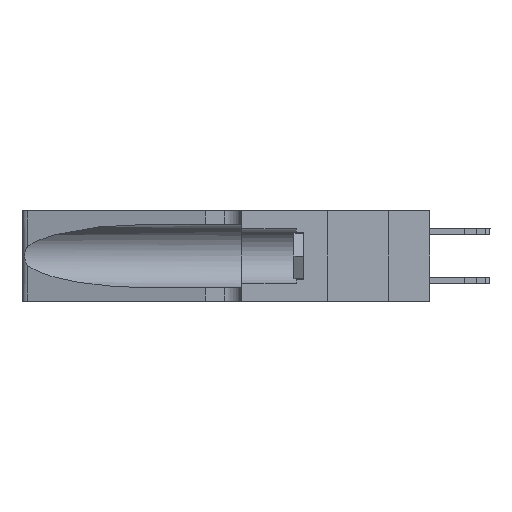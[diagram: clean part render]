
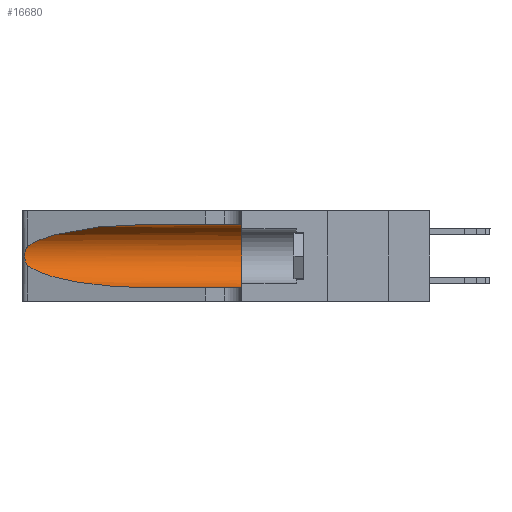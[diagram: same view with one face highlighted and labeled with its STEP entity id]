
A CAD part, left-side view. The second image highlights one B-rep face of the part: STEP entity #16680.
In plain terms, the highlighted cylindrical face has radius 3.308 mm (diameter 6.617 mm), a partial arc.
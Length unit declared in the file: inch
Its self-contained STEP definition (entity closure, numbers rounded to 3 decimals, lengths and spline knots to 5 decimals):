
#1141 = DIRECTION ( 'NONE',  ( 0., 0., 1. ) ) ;
#1194 = EDGE_CURVE ( 'NONE', #7231, #12555, #1820, .T. ) ;
#1490 = DIRECTION ( 'NONE',  ( 0., -1., 0. ) ) ;
#1534 = CIRCLE ( 'NONE', #21596, 0.13025 ) ;
#1603 = CARTESIAN_POINT ( 'NONE',  ( 0.25487, 1.22718, 0.22369 ) ) ;
#1698 = CARTESIAN_POINT ( 'NONE',  ( 0.18966, 0.96281, 0.31525 ) ) ;
#1820 =( BOUNDED_CURVE ( )  B_SPLINE_CURVE ( 3, ( #2574, #4407, #17104, #20759 ),
 .UNSPECIFIED., .F., .F. ) 
 B_SPLINE_CURVE_WITH_KNOTS ( ( 4, 4 ),
 ( 3.44316, 4.71239 ),
 .UNSPECIFIED. ) 
 CURVE ( )  GEOMETRIC_REPRESENTATION_ITEM ( )  RATIONAL_B_SPLINE_CURVE ( ( 1., 0.87, 0.87, 1. ) ) 
 REPRESENTATION_ITEM ( '' )  );
#2181 = AXIS2_PLACEMENT_3D ( 'NONE', #21894, #7441, #5347 ) ;
#2574 = CARTESIAN_POINT ( 'NONE',  ( 0.25487, 1.22718, 0.14631 ) ) ;
#2884 = CARTESIAN_POINT ( 'NONE',  ( 0.1305, 0.35, 0.185 ) ) ;
#2927 = LINE ( 'NONE', #21403, #17987 ) ;
#3110 = ORIENTED_EDGE ( 'NONE', *, *, #1194, .T. ) ;
#3511 = CARTESIAN_POINT ( 'NONE',  ( 0.26018, 1.23835, 0.19895 ) ) ;
#3610 = CARTESIAN_POINT ( 'NONE',  ( 0.1305, 0.72297, 0.31525 ) ) ;
#4270 = CARTESIAN_POINT ( 'NONE',  ( 0.1305, 0.35, 0.05475 ) ) ;
#4407 = CARTESIAN_POINT ( 'NONE',  ( 0.2373, 1.15595, 0.08982 ) ) ;
#5255 = CARTESIAN_POINT ( 'NONE',  ( 0.25487, 1.22718, 0.14631 ) ) ;
#5347 = DIRECTION ( 'NONE',  ( 0., 0., -1. ) ) ;
#6086 = VERTEX_POINT ( 'NONE', #18912 ) ;
#6178 = EDGE_CURVE ( 'NONE', #12555, #6414, #2927, .T. ) ;
#6414 = VERTEX_POINT ( 'NONE', #4270 ) ;
#6702 = VECTOR ( 'NONE', #23195, 39.37008 ) ;
#6988 = CARTESIAN_POINT ( 'NONE',  ( 0.26075, 1.23896, 0.19203 ) ) ;
#7231 = VERTEX_POINT ( 'NONE', #16270 ) ;
#7299 = VERTEX_POINT ( 'NONE', #18928 ) ;
#7441 = DIRECTION ( 'NONE',  ( 0., -1., 0. ) ) ;
#7457 = CARTESIAN_POINT ( 'NONE',  ( 0.1305, 0.35, 0.31525 ) ) ;
#9054 = CARTESIAN_POINT ( 'NONE',  ( 0.2373, 1.15595, 0.28018 ) ) ;
#9187 = ORIENTED_EDGE ( 'NONE', *, *, #22020, .T. ) ;
#10555 = CARTESIAN_POINT ( 'NONE',  ( 0.26017, 1.23833, 0.17102 ) ) ;
#10641 = CARTESIAN_POINT ( 'NONE',  ( 0.25639, 1.23186, 0.15144 ) ) ;
#10880 = CARTESIAN_POINT ( 'NONE',  ( 0.25487, 1.22718, 0.22369 ) ) ;
#12454 = CARTESIAN_POINT ( 'NONE',  ( 0.25787, 1.23484, 0.2124 ) ) ;
#12555 = VERTEX_POINT ( 'NONE', #16008 ) ;
#12616 = EDGE_CURVE ( 'NONE', #6086, #7299, #22674, .T. ) ;
#13560 = ORIENTED_EDGE ( 'NONE', *, *, #16226, .F. ) ;
#14139 = ORIENTED_EDGE ( 'NONE', *, *, #12616, .T. ) ;
#14230 = CARTESIAN_POINT ( 'NONE',  ( 0.25555, 1.22994, 0.2215 ) ) ;
#14304 = CARTESIAN_POINT ( 'NONE',  ( 0.26075, 1.23896, 0.178 ) ) ;
#14376 = CARTESIAN_POINT ( 'NONE',  ( 0.25555, 1.22993, 0.14849 ) ) ;
#15118 = ORIENTED_EDGE ( 'NONE', *, *, #21965, .F. ) ;
#15856 = ORIENTED_EDGE ( 'NONE', *, *, #6178, .T. ) ;
#16008 = CARTESIAN_POINT ( 'NONE',  ( 0.1305, 0.72297, 0.05475 ) ) ;
#16204 = CARTESIAN_POINT ( 'NONE',  ( 0.25854, 1.2359, 0.20912 ) ) ;
#16226 = EDGE_CURVE ( 'NONE', #6086, #20340, #18622, .T. ) ;
#16270 = CARTESIAN_POINT ( 'NONE',  ( 0.25487, 1.22718, 0.14631 ) ) ;
#16539 = B_SPLINE_CURVE_WITH_KNOTS ( 'NONE', 3,
 ( #1603, #14230, #21452, #12454, #16204, #3511, #6988, #14304, #10555, #21746, #19626, #10641, #14376, #5255 ),
 .UNSPECIFIED., .F., .F.,
 ( 4, 2, 2, 2, 2, 2, 4 ),
 ( 0., 0.00027, 0.00053, 0.00107, 0.0016, 0.00187, 0.00214 ),
 .UNSPECIFIED. ) ;
#16680 = ADVANCED_FACE ( 'NONE', ( #19904 ), #19351, .F. ) ;
#17104 = CARTESIAN_POINT ( 'NONE',  ( 0.18966, 0.96281, 0.05475 ) ) ;
#17423 = DIRECTION ( 'NONE',  ( 0., 1., 0. ) ) ;
#17923 = CARTESIAN_POINT ( 'NONE',  ( 0.1305, 1.61858, 0.31525 ) ) ;
#17987 = VECTOR ( 'NONE', #1490, 39.37008 ) ;
#18622 = LINE ( 'NONE', #17923, #6702 ) ;
#18912 = CARTESIAN_POINT ( 'NONE',  ( 0.1305, 0.72297, 0.31525 ) ) ;
#18928 = CARTESIAN_POINT ( 'NONE',  ( 0.25487, 1.22718, 0.22369 ) ) ;
#19351 = CYLINDRICAL_SURFACE ( 'NONE', #2181, 0.13025 ) ;
#19558 = EDGE_LOOP ( 'NONE', ( #14139, #9187, #3110, #15856, #15118, #13560 ) ) ;
#19626 = CARTESIAN_POINT ( 'NONE',  ( 0.25789, 1.23486, 0.15765 ) ) ;
#19904 = FACE_OUTER_BOUND ( 'NONE', #19558, .T. ) ;
#20340 = VERTEX_POINT ( 'NONE', #7457 ) ;
#20759 = CARTESIAN_POINT ( 'NONE',  ( 0.1305, 0.72297, 0.05475 ) ) ;
#21403 = CARTESIAN_POINT ( 'NONE',  ( 0.1305, 1.61858, 0.05475 ) ) ;
#21452 = CARTESIAN_POINT ( 'NONE',  ( 0.25639, 1.23184, 0.21858 ) ) ;
#21596 = AXIS2_PLACEMENT_3D ( 'NONE', #2884, #17423, #1141 ) ;
#21746 = CARTESIAN_POINT ( 'NONE',  ( 0.25856, 1.23593, 0.16098 ) ) ;
#21894 = CARTESIAN_POINT ( 'NONE',  ( 0.1305, 1.61858, 0.185 ) ) ;
#21965 = EDGE_CURVE ( 'NONE', #20340, #6414, #1534, .T. ) ;
#22020 = EDGE_CURVE ( 'NONE', #7299, #7231, #16539, .T. ) ;
#22674 =( BOUNDED_CURVE ( )  B_SPLINE_CURVE ( 3, ( #3610, #1698, #9054, #10880 ),
 .UNSPECIFIED., .F., .F. ) 
 B_SPLINE_CURVE_WITH_KNOTS ( ( 4, 4 ),
 ( 1.5708, 2.84003 ),
 .UNSPECIFIED. ) 
 CURVE ( )  GEOMETRIC_REPRESENTATION_ITEM ( )  RATIONAL_B_SPLINE_CURVE ( ( 1., 0.87, 0.87, 1. ) ) 
 REPRESENTATION_ITEM ( '' )  );
#23195 = DIRECTION ( 'NONE',  ( 0., -1., 0. ) ) ;
